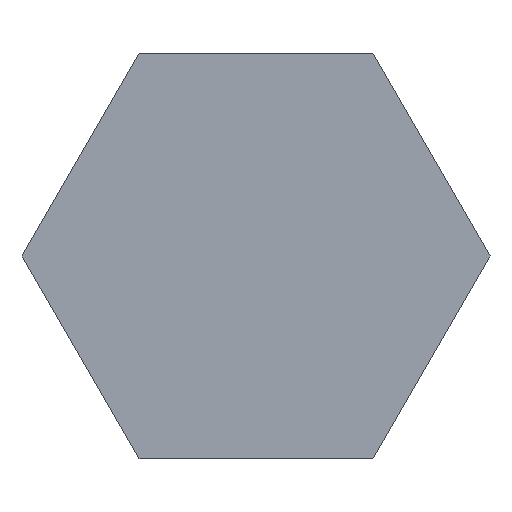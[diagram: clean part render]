
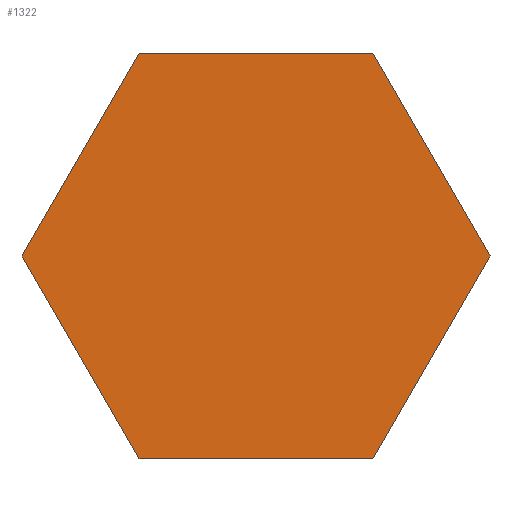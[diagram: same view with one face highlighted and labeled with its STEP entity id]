
A CAD part, front view. The second image highlights one B-rep face of the part: STEP entity #1322.
In plain terms, the highlighted planar face has unit normal (0, -1, 0).
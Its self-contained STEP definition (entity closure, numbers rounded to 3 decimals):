
#32 = EDGE_CURVE ( 'NONE', #1373, #3239, #1260, .T. ) ;
#109 = DIRECTION ( 'NONE',  ( 0., 0., 1. ) ) ;
#169 = EDGE_CURVE ( 'NONE', #3239, #3258, #1731, .T. ) ;
#396 = CARTESIAN_POINT ( 'NONE',  ( 339.081, 81.088, 0.373 ) ) ;
#931 = CARTESIAN_POINT ( 'NONE',  ( 334.682, 81.088, 0.373 ) ) ;
#1135 = LINE ( 'NONE', #931, #1870 ) ;
#1233 = CARTESIAN_POINT ( 'NONE',  ( 336.881, 81.088, 1.643 ) ) ;
#1260 = LINE ( 'NONE', #2790, #2631 ) ;
#1320 = ORIENTED_EDGE ( 'NONE', *, *, #2835, .F. ) ;
#1322 = ADVANCED_FACE ( 'NONE', ( #2317 ), #3380, .F. ) ;
#1373 = VERTEX_POINT ( 'NONE', #396 ) ;
#1394 = ORIENTED_EDGE ( 'NONE', *, *, #2599, .F. ) ;
#1492 = VERTEX_POINT ( 'NONE', #3115 ) ;
#1578 = ORIENTED_EDGE ( 'NONE', *, *, #2854, .F. ) ;
#1584 = DIRECTION ( 'NONE',  ( 0., 0., -1. ) ) ;
#1622 = ORIENTED_EDGE ( 'NONE', *, *, #169, .F. ) ;
#1682 = CARTESIAN_POINT ( 'NONE',  ( 336.881, 81.088, -3.437 ) ) ;
#1731 = LINE ( 'NONE', #2414, #2450 ) ;
#1740 = DIRECTION ( 'NONE',  ( 0., 1., 0. ) ) ;
#1870 = VECTOR ( 'NONE', #2581, 1000. ) ;
#1883 = CARTESIAN_POINT ( 'NONE',  ( 334.682, 81.088, -2.167 ) ) ;
#1941 = VERTEX_POINT ( 'NONE', #1233 ) ;
#1996 = DIRECTION ( 'NONE',  ( -0.866, 0., 0.5 ) ) ;
#2056 = VECTOR ( 'NONE', #1996, 1000. ) ;
#2167 = DIRECTION ( 'NONE',  ( 0., 0., 1. ) ) ;
#2188 = CARTESIAN_POINT ( 'NONE',  ( 336.881, 81.088, -3.437 ) ) ;
#2270 = DIRECTION ( 'NONE',  ( 0.866, 0., -0.5 ) ) ;
#2317 = FACE_OUTER_BOUND ( 'NONE', #2449, .T. ) ;
#2414 = CARTESIAN_POINT ( 'NONE',  ( 339.081, 81.088, -2.167 ) ) ;
#2449 = EDGE_LOOP ( 'NONE', ( #2714, #1394, #1320, #1622, #3344, #1578 ) ) ;
#2450 = VECTOR ( 'NONE', #2978, 1000. ) ;
#2541 = CARTESIAN_POINT ( 'NONE',  ( 336.881, 81.088, 1.643 ) ) ;
#2581 = DIRECTION ( 'NONE',  ( 0.866, 0., 0.5 ) ) ;
#2599 = EDGE_CURVE ( 'NONE', #1492, #3019, #3108, .T. ) ;
#2631 = VECTOR ( 'NONE', #1584, 1000. ) ;
#2687 = VECTOR ( 'NONE', #2270, 1000. ) ;
#2714 = ORIENTED_EDGE ( 'NONE', *, *, #2934, .F. ) ;
#2767 = LINE ( 'NONE', #1682, #2056 ) ;
#2790 = CARTESIAN_POINT ( 'NONE',  ( 339.081, 81.088, 0.373 ) ) ;
#2821 = VECTOR ( 'NONE', #2167, 1000. ) ;
#2835 = EDGE_CURVE ( 'NONE', #3258, #1492, #2767, .T. ) ;
#2841 = CARTESIAN_POINT ( 'NONE',  ( 336.881, 81.088, 1.643 ) ) ;
#2854 = EDGE_CURVE ( 'NONE', #1941, #1373, #3492, .T. ) ;
#2934 = EDGE_CURVE ( 'NONE', #3019, #1941, #1135, .T. ) ;
#2978 = DIRECTION ( 'NONE',  ( -0.866, 0., -0.5 ) ) ;
#3019 = VERTEX_POINT ( 'NONE', #3140 ) ;
#3108 = LINE ( 'NONE', #1883, #2821 ) ;
#3115 = CARTESIAN_POINT ( 'NONE',  ( 334.682, 81.088, -2.167 ) ) ;
#3140 = CARTESIAN_POINT ( 'NONE',  ( 334.682, 81.088, 0.373 ) ) ;
#3187 = AXIS2_PLACEMENT_3D ( 'NONE', #2841, #1740, #109 ) ;
#3239 = VERTEX_POINT ( 'NONE', #3535 ) ;
#3258 = VERTEX_POINT ( 'NONE', #2188 ) ;
#3344 = ORIENTED_EDGE ( 'NONE', *, *, #32, .F. ) ;
#3380 = PLANE ( 'NONE',  #3187 ) ;
#3492 = LINE ( 'NONE', #2541, #2687 ) ;
#3535 = CARTESIAN_POINT ( 'NONE',  ( 339.081, 81.088, -2.167 ) ) ;
